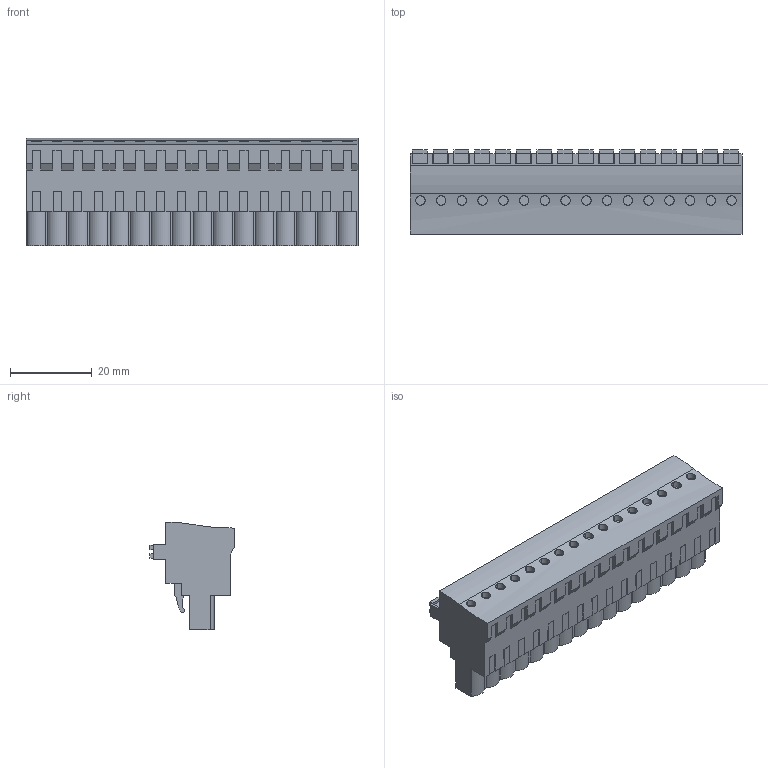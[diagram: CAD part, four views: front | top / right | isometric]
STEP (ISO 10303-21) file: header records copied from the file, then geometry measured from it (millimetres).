
FILE_DESCRIPTION(('CATIA V5 STEP Exchange','CAx-IF Rec.Pracs.--- Model Styling and Organization---1.2---2011-12-15'),'2;1');
FILE_NAME ('D1446270_0_1001670000_1001670000.stp','2017-09-08T12:00:24+00:00',('none'),('Weidmueller'),'CATIA Version 5-6 Release 2014','CATIA V5 STEP AP214','none');
FILE_SCHEMA(('AUTOMOTIVE_DESIGN { 1 0 10303 214 1 1 1 1 }'));
Length unit declared in the file: millimetre
Products named in the file (1): 1001670000
Bounding box: 81.28 x 20.64 x 26.24 mm (x, y, z)
Volume: 24778.2 mm3; surface area: 10495.6 mm2
Topology: 17 solids, 17 shells, 1039 faces, 3000 edges, 2059 vertices
Faces by surface type: plane 839, cylinder 192, extrusion 8
Entity records: 31606 total; most frequent: CARTESIAN_POINT 6156, ORIENTED_EDGE 6000, DIRECTION 4023, EDGE_CURVE 3000, VECTOR 2541, LINE 2533, VERTEX_POINT 2059, EDGE_LOOP 1103
